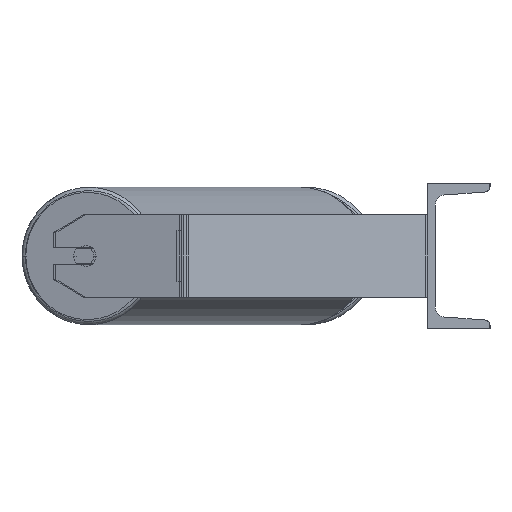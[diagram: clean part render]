
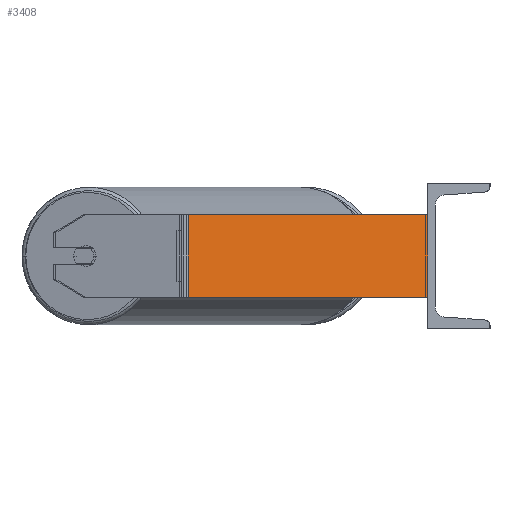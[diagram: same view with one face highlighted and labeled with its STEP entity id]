
A CAD part, left-side view. The second image highlights one B-rep face of the part: STEP entity #3408.
In plain terms, the highlighted planar face has unit normal (-0.966, -0.259, 0).
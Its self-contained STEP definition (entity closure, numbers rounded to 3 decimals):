
#651 = VECTOR ( 'NONE', #3281, 1000. ) ;
#708 = CARTESIAN_POINT ( 'NONE',  ( -1185., 0., 40. ) ) ;
#918 = ORIENTED_EDGE ( 'NONE', *, *, #8719, .T. ) ;
#1606 = AXIS2_PLACEMENT_3D ( 'NONE', #7755, #7830, #2191 ) ;
#1688 = ORIENTED_EDGE ( 'NONE', *, *, #8673, .F. ) ;
#2191 = DIRECTION ( 'NONE',  ( -0.259, 0.966, 0. ) ) ;
#2924 = EDGE_LOOP ( 'NONE', ( #5205, #8705, #1688, #918 ) ) ;
#3109 = LINE ( 'NONE', #8116, #5184 ) ;
#3281 = DIRECTION ( 'NONE',  ( 0., 0., -1. ) ) ;
#3408 = ADVANCED_FACE ( 'NONE', ( #7613 ), #5560, .F. ) ;
#3487 = CARTESIAN_POINT ( 'NONE',  ( -1247.081, 231.688, 40. ) ) ;
#3640 = VERTEX_POINT ( 'NONE', #3487 ) ;
#3914 = CARTESIAN_POINT ( 'NONE',  ( -1247.081, 231.688, -40. ) ) ;
#4157 = CARTESIAN_POINT ( 'NONE',  ( -1185., 0., 40. ) ) ;
#4172 = VECTOR ( 'NONE', #5643, 1000. ) ;
#4898 = EDGE_CURVE ( 'NONE', #8803, #5592, #3109, .T. ) ;
#5184 = VECTOR ( 'NONE', #5254, 1000. ) ;
#5205 = ORIENTED_EDGE ( 'NONE', *, *, #4898, .T. ) ;
#5254 = DIRECTION ( 'NONE',  ( 0.259, -0.966, 0. ) ) ;
#5416 = CARTESIAN_POINT ( 'NONE',  ( -1247.081, 231.688, 40. ) ) ;
#5527 = CARTESIAN_POINT ( 'NONE',  ( -1248.19, 235.829, 40. ) ) ;
#5560 = PLANE ( 'NONE',  #1606 ) ;
#5592 = VERTEX_POINT ( 'NONE', #8558 ) ;
#5643 = DIRECTION ( 'NONE',  ( 0., 0., -1. ) ) ;
#6220 = LINE ( 'NONE', #5527, #7874 ) ;
#6802 = LINE ( 'NONE', #5416, #651 ) ;
#7613 = FACE_OUTER_BOUND ( 'NONE', #2924, .T. ) ;
#7665 = DIRECTION ( 'NONE',  ( 0.259, -0.966, 0. ) ) ;
#7755 = CARTESIAN_POINT ( 'NONE',  ( -1248.19, 235.829, 40. ) ) ;
#7775 = EDGE_CURVE ( 'NONE', #9059, #5592, #7871, .T. ) ;
#7830 = DIRECTION ( 'NONE',  ( 0.966, 0.259, 0. ) ) ;
#7871 = LINE ( 'NONE', #708, #4172 ) ;
#7874 = VECTOR ( 'NONE', #7665, 1000. ) ;
#8116 = CARTESIAN_POINT ( 'NONE',  ( -1248.19, 235.829, -40. ) ) ;
#8558 = CARTESIAN_POINT ( 'NONE',  ( -1185., 0., -40. ) ) ;
#8673 = EDGE_CURVE ( 'NONE', #3640, #9059, #6220, .T. ) ;
#8705 = ORIENTED_EDGE ( 'NONE', *, *, #7775, .F. ) ;
#8719 = EDGE_CURVE ( 'NONE', #3640, #8803, #6802, .T. ) ;
#8803 = VERTEX_POINT ( 'NONE', #3914 ) ;
#9059 = VERTEX_POINT ( 'NONE', #4157 ) ;
